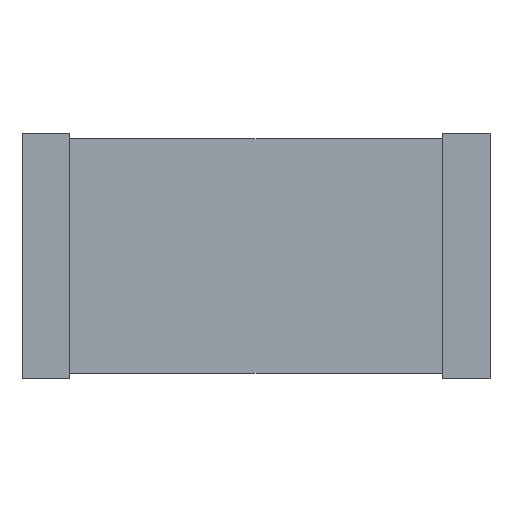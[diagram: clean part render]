
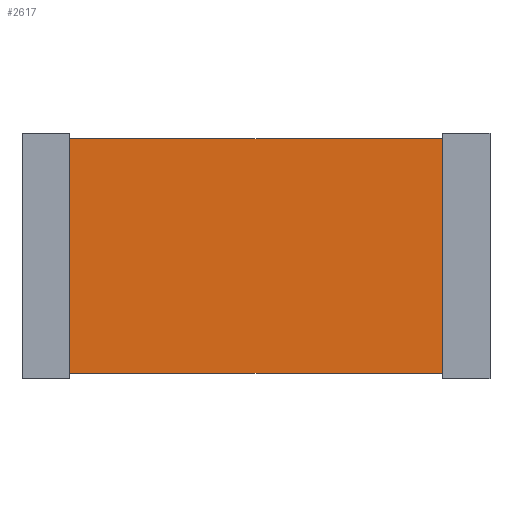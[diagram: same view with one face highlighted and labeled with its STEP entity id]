
A CAD part, front view. The second image highlights one B-rep face of the part: STEP entity #2617.
In plain terms, the highlighted planar face has unit normal (0, -1, 0).
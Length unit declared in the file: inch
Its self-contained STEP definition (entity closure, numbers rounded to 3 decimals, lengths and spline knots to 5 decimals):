
#263 = AXIS2_PLACEMENT_3D ( 'NONE', #1023, #1669, #3960 ) ;
#478 = ORIENTED_EDGE ( 'NONE', *, *, #1959, .F. ) ;
#533 = VERTEX_POINT ( 'NONE', #3096 ) ;
#557 = CARTESIAN_POINT ( 'NONE',  ( 0.10038, 0., 0.06299 ) ) ;
#863 = LINE ( 'NONE', #557, #2801 ) ;
#1011 = PLANE ( 'NONE',  #263 ) ;
#1022 = CARTESIAN_POINT ( 'NONE',  ( 0.10038, 0., 0.06299 ) ) ;
#1023 = CARTESIAN_POINT ( 'NONE',  ( 0., 0., 0. ) ) ;
#1111 = CARTESIAN_POINT ( 'NONE',  ( -0.10038, 0., -0.06299 ) ) ;
#1131 = LINE ( 'NONE', #3778, #3282 ) ;
#1231 = ORIENTED_EDGE ( 'NONE', *, *, #2247, .F. ) ;
#1263 = VERTEX_POINT ( 'NONE', #2844 ) ;
#1511 = VECTOR ( 'NONE', #1549, 39.37008 ) ;
#1549 = DIRECTION ( 'NONE',  ( -1., 0., 0. ) ) ;
#1669 = DIRECTION ( 'NONE',  ( 0., -1., 0. ) ) ;
#1829 = ORIENTED_EDGE ( 'NONE', *, *, #3799, .F. ) ;
#1859 = FACE_OUTER_BOUND ( 'NONE', #3420, .T. ) ;
#1871 = VERTEX_POINT ( 'NONE', #1933 ) ;
#1933 = CARTESIAN_POINT ( 'NONE',  ( -0.10038, 0., 0.06299 ) ) ;
#1959 = EDGE_CURVE ( 'NONE', #533, #1263, #2353, .T. ) ;
#1995 = LINE ( 'NONE', #2001, #4211 ) ;
#2001 = CARTESIAN_POINT ( 'NONE',  ( -0.10038, 0., 0.06299 ) ) ;
#2247 = EDGE_CURVE ( 'NONE', #1263, #1871, #1131, .T. ) ;
#2353 = LINE ( 'NONE', #1111, #1511 ) ;
#2424 = DIRECTION ( 'NONE',  ( 1., 0., 0. ) ) ;
#2505 = DIRECTION ( 'NONE',  ( 0., 0., -1. ) ) ;
#2518 = VERTEX_POINT ( 'NONE', #1022 ) ;
#2602 = EDGE_CURVE ( 'NONE', #1871, #2518, #1995, .T. ) ;
#2617 = ADVANCED_FACE ( 'NONE', ( #1859 ), #1011, .T. ) ;
#2801 = VECTOR ( 'NONE', #2505, 39.37008 ) ;
#2844 = CARTESIAN_POINT ( 'NONE',  ( -0.10038, 0., -0.06299 ) ) ;
#3096 = CARTESIAN_POINT ( 'NONE',  ( 0.10038, 0., -0.06299 ) ) ;
#3282 = VECTOR ( 'NONE', #3838, 39.37008 ) ;
#3420 = EDGE_LOOP ( 'NONE', ( #1829, #3484, #1231, #478 ) ) ;
#3484 = ORIENTED_EDGE ( 'NONE', *, *, #2602, .F. ) ;
#3778 = CARTESIAN_POINT ( 'NONE',  ( -0.10038, 0., 0.06299 ) ) ;
#3799 = EDGE_CURVE ( 'NONE', #2518, #533, #863, .T. ) ;
#3838 = DIRECTION ( 'NONE',  ( 0., 0., 1. ) ) ;
#3960 = DIRECTION ( 'NONE',  ( 0., 0., -1. ) ) ;
#4211 = VECTOR ( 'NONE', #2424, 39.37008 ) ;
